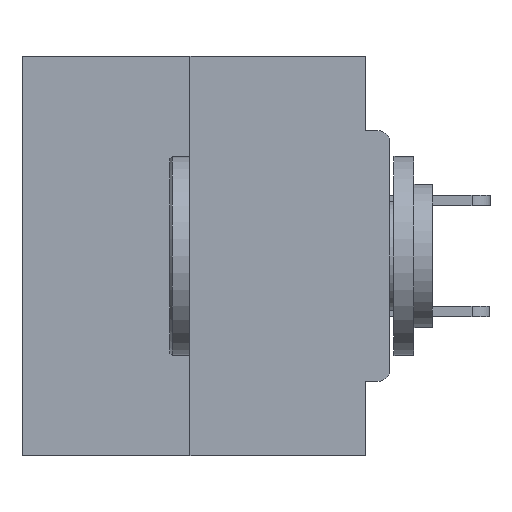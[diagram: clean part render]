
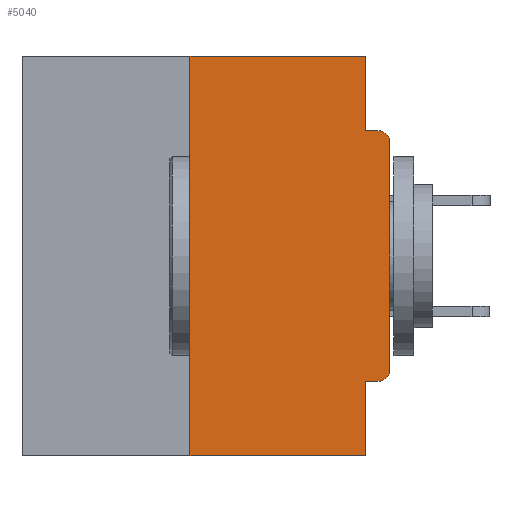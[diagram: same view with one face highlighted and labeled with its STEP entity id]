
A CAD part, left-side view. The second image highlights one B-rep face of the part: STEP entity #5040.
In plain terms, the highlighted planar face has unit normal (-1, 0, 0).
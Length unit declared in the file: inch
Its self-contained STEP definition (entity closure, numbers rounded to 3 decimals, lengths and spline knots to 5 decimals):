
#104 = DIRECTION ( 'NONE',  ( -1., 0., 0. ) ) ;
#247 = VERTEX_POINT ( 'NONE', #27463 ) ;
#575 = DIRECTION ( 'NONE',  ( 0., 0., -1. ) ) ;
#761 = CARTESIAN_POINT ( 'NONE',  ( 0., 0.031, -0.5 ) ) ;
#1123 = VECTOR ( 'NONE', #32851, 39.37008 ) ;
#2350 = CARTESIAN_POINT ( 'NONE',  ( 0., 0.031, -0.4065 ) ) ;
#2700 = AXIS2_PLACEMENT_3D ( 'NONE', #11104, #8768, #11442 ) ;
#2804 = VERTEX_POINT ( 'NONE', #7513 ) ;
#3382 = DIRECTION ( 'NONE',  ( 0., 0., -1. ) ) ;
#5040 = ADVANCED_FACE ( 'NONE', ( #30389 ), #31931, .F. ) ;
#5500 = DIRECTION ( 'NONE',  ( 0., 0., 1. ) ) ;
#5888 = CARTESIAN_POINT ( 'NONE',  ( 0., 0.46, 0. ) ) ;
#6722 = ORIENTED_EDGE ( 'NONE', *, *, #11577, .F. ) ;
#6803 = LINE ( 'NONE', #11171, #11747 ) ;
#7173 = VERTEX_POINT ( 'NONE', #9168 ) ;
#7513 = CARTESIAN_POINT ( 'NONE',  ( 0., 0., -0.1085 ) ) ;
#8302 = CARTESIAN_POINT ( 'NONE',  ( 0., 0., 0. ) ) ;
#8338 = CARTESIAN_POINT ( 'NONE',  ( 0., 0.25, 0. ) ) ;
#8389 = DIRECTION ( 'NONE',  ( 0., -1., 0. ) ) ;
#8451 = LINE ( 'NONE', #14911, #1123 ) ;
#8768 = DIRECTION ( 'NONE',  ( -1., 0., 0. ) ) ;
#9168 = CARTESIAN_POINT ( 'NONE',  ( 0., 0.015, -0.4065 ) ) ;
#10485 = CARTESIAN_POINT ( 'NONE',  ( 0., 0.46, -0.5 ) ) ;
#10995 = ORIENTED_EDGE ( 'NONE', *, *, #11563, .F. ) ;
#11104 = CARTESIAN_POINT ( 'NONE',  ( 0., 0.015, -0.1085 ) ) ;
#11108 = AXIS2_PLACEMENT_3D ( 'NONE', #5888, #16273, #575 ) ;
#11171 = CARTESIAN_POINT ( 'NONE',  ( 0., 0., -0.0935 ) ) ;
#11198 = DIRECTION ( 'NONE',  ( 0., 0., 1. ) ) ;
#11301 = ORIENTED_EDGE ( 'NONE', *, *, #13981, .T. ) ;
#11442 = DIRECTION ( 'NONE',  ( 0., 0., -1. ) ) ;
#11563 = EDGE_CURVE ( 'NONE', #14645, #12038, #6803, .T. ) ;
#11577 = EDGE_CURVE ( 'NONE', #32753, #26297, #18748, .T. ) ;
#11747 = VECTOR ( 'NONE', #8389, 39.37008 ) ;
#11800 = CIRCLE ( 'NONE', #25912, 0.015 ) ;
#12038 = VERTEX_POINT ( 'NONE', #14403 ) ;
#12264 = CARTESIAN_POINT ( 'NONE',  ( 0., 0., -0.3915 ) ) ;
#12295 = LINE ( 'NONE', #19755, #27029 ) ;
#12856 = VERTEX_POINT ( 'NONE', #8338 ) ;
#13002 = VECTOR ( 'NONE', #3382, 39.37008 ) ;
#13697 = VECTOR ( 'NONE', #11198, 39.37008 ) ;
#13981 = EDGE_CURVE ( 'NONE', #27128, #2804, #14492, .T. ) ;
#14072 = EDGE_LOOP ( 'NONE', ( #14620, #31388, #30611, #6722, #15724, #19649, #11301, #15410, #10995, #21482 ) ) ;
#14403 = CARTESIAN_POINT ( 'NONE',  ( 0., 0.015, -0.0935 ) ) ;
#14492 = LINE ( 'NONE', #8302, #13697 ) ;
#14620 = ORIENTED_EDGE ( 'NONE', *, *, #26481, .F. ) ;
#14645 = VERTEX_POINT ( 'NONE', #28580 ) ;
#14911 = CARTESIAN_POINT ( 'NONE',  ( 0., 0., -0.4065 ) ) ;
#15410 = ORIENTED_EDGE ( 'NONE', *, *, #31073, .T. ) ;
#15724 = ORIENTED_EDGE ( 'NONE', *, *, #27055, .F. ) ;
#15790 = VECTOR ( 'NONE', #31315, 39.37008 ) ;
#16273 = DIRECTION ( 'NONE',  ( 1., 0., 0. ) ) ;
#18271 = VECTOR ( 'NONE', #5500, 39.37008 ) ;
#18514 = CARTESIAN_POINT ( 'NONE',  ( 0., 0.25, 0. ) ) ;
#18748 = LINE ( 'NONE', #26719, #13002 ) ;
#19649 = ORIENTED_EDGE ( 'NONE', *, *, #29756, .T. ) ;
#19755 = CARTESIAN_POINT ( 'NONE',  ( 0., 0.46, 0. ) ) ;
#20448 = LINE ( 'NONE', #29531, #27803 ) ;
#20779 = CARTESIAN_POINT ( 'NONE',  ( 0., 0.25, -0.5 ) ) ;
#21482 = ORIENTED_EDGE ( 'NONE', *, *, #23791, .F. ) ;
#21528 = CIRCLE ( 'NONE', #2700, 0.015 ) ;
#22130 = VERTEX_POINT ( 'NONE', #20779 ) ;
#23246 = DIRECTION ( 'NONE',  ( 0., 0., -1. ) ) ;
#23791 = EDGE_CURVE ( 'NONE', #247, #14645, #20448, .T. ) ;
#25565 = LINE ( 'NONE', #10485, #15790 ) ;
#25912 = AXIS2_PLACEMENT_3D ( 'NONE', #28944, #104, #23246 ) ;
#26297 = VERTEX_POINT ( 'NONE', #761 ) ;
#26481 = EDGE_CURVE ( 'NONE', #12856, #247, #12295, .T. ) ;
#26573 = DIRECTION ( 'NONE',  ( 0., 0., -1. ) ) ;
#26719 = CARTESIAN_POINT ( 'NONE',  ( 0., 0.031, -0.5 ) ) ;
#27029 = VECTOR ( 'NONE', #30371, 39.37008 ) ;
#27055 = EDGE_CURVE ( 'NONE', #7173, #32753, #8451, .T. ) ;
#27128 = VERTEX_POINT ( 'NONE', #12264 ) ;
#27463 = CARTESIAN_POINT ( 'NONE',  ( 0., 0.031, 0. ) ) ;
#27737 = EDGE_CURVE ( 'NONE', #22130, #12856, #33803, .T. ) ;
#27803 = VECTOR ( 'NONE', #26573, 39.37008 ) ;
#28580 = CARTESIAN_POINT ( 'NONE',  ( 0., 0.031, -0.0935 ) ) ;
#28944 = CARTESIAN_POINT ( 'NONE',  ( 0., 0.015, -0.3915 ) ) ;
#29531 = CARTESIAN_POINT ( 'NONE',  ( 0., 0.031, 0. ) ) ;
#29756 = EDGE_CURVE ( 'NONE', #7173, #27128, #11800, .T. ) ;
#30371 = DIRECTION ( 'NONE',  ( 0., -1., 0. ) ) ;
#30389 = FACE_OUTER_BOUND ( 'NONE', #14072, .T. ) ;
#30611 = ORIENTED_EDGE ( 'NONE', *, *, #31525, .T. ) ;
#31073 = EDGE_CURVE ( 'NONE', #2804, #12038, #21528, .T. ) ;
#31315 = DIRECTION ( 'NONE',  ( 0., -1., 0. ) ) ;
#31388 = ORIENTED_EDGE ( 'NONE', *, *, #27737, .F. ) ;
#31525 = EDGE_CURVE ( 'NONE', #22130, #26297, #25565, .T. ) ;
#31931 = PLANE ( 'NONE',  #11108 ) ;
#32753 = VERTEX_POINT ( 'NONE', #2350 ) ;
#32851 = DIRECTION ( 'NONE',  ( 0., 1., 0. ) ) ;
#33803 = LINE ( 'NONE', #18514, #18271 ) ;
